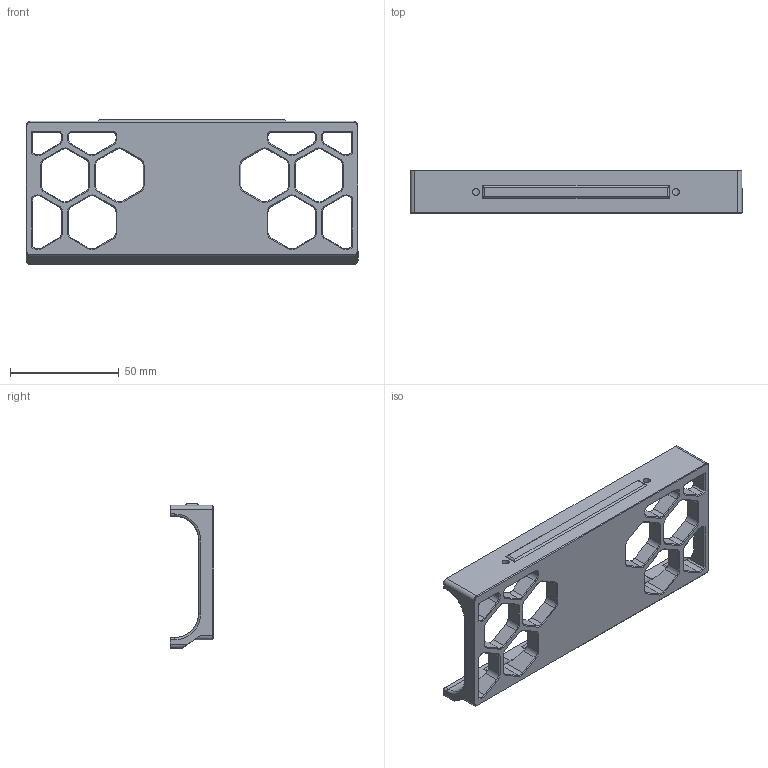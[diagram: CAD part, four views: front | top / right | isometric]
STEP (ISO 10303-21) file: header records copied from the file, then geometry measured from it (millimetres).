
FILE_DESCRIPTION(/* description */ ('STEP AP242','CAx-IF Rec.Pracs.---Representation and Presentation of Product Manufacturing Information (PMI)---4.0---2014-10-13','CAx-IF Rec.Pracs.---3D Tessellated Geometry---0.4---2014-09-14','2;1'),/* implementation_level */ '2;1');
FILE_NAME(/* name */ '641ca3b66982c363fb247812',/* time_stamp */ '2023-03-23T19:08:39+00:00',/* author */ (''),/* organization */ (''),/* preprocessor_version */ 'ST-DEVELOPER v18.102',/* originating_system */ ' ',/* authorisation */ ' ');
FILE_SCHEMA (('AP242_MANAGED_MODEL_BASED_3D_ENGINEERING_MIM_LF { 1 0 10303 442 1 1 4 }'));
Length unit declared in the file: metre
Products named in the file (1): Back
Bounding box: 153 x 20 x 66.8 mm (x, y, z)
Volume: 62572.1 mm3; surface area: 28979.3 mm2
Topology: 1 solids, 1 shells, 347 faces, 908 edges, 558 vertices
Faces by surface type: plane 187, cylinder 92, cone 64, torus 4
Full cylindrical faces by diameter (mm): 3.2 x2, 6 x2
Entity records: 10702 total; most frequent: CARTESIAN_POINT 2048, DIRECTION 1814, ORIENTED_EDGE 1804, EDGE_CURVE 902, AXIS2_PLACEMENT_3D 606, LINE 602, VECTOR 602, VERTEX_POINT 556
